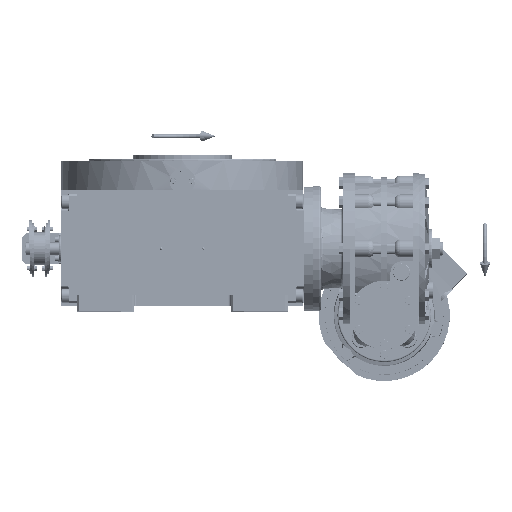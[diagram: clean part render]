
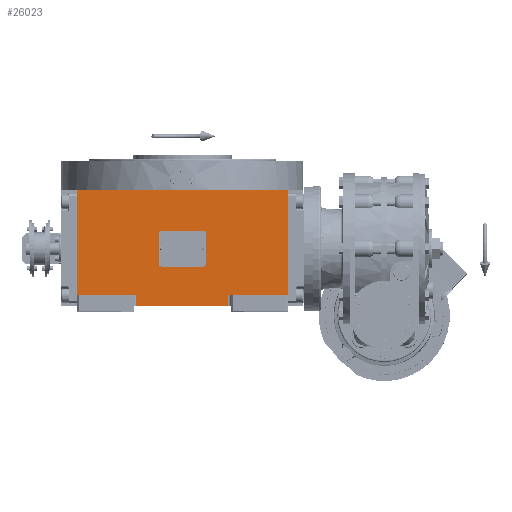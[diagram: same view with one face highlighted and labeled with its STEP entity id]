
A CAD part, top view. The second image highlights one B-rep face of the part: STEP entity #26023.
In plain terms, the highlighted planar face has unit normal (0, 0, 1).
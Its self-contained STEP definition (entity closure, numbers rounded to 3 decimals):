
#6482 = LINE ( 'NONE', #137838, #23160 ) ;
#11814 = VECTOR ( 'NONE', #51918, 1000. ) ;
#13036 = CARTESIAN_POINT ( 'NONE',  ( -135., -59., 226. ) ) ;
#13868 = CARTESIAN_POINT ( 'NONE',  ( 59., -73., 226. ) ) ;
#13888 = LINE ( 'NONE', #90855, #11814 ) ;
#15505 = CARTESIAN_POINT ( 'NONE',  ( 59., -59., 226. ) ) ;
#18449 = CARTESIAN_POINT ( 'NONE',  ( 59., -59., 226. ) ) ;
#18926 = CARTESIAN_POINT ( 'NONE',  ( -135., -59., 226. ) ) ;
#20796 = VERTEX_POINT ( 'NONE', #169216 ) ;
#21490 = PLANE ( 'NONE',  #103674 ) ;
#21575 = EDGE_CURVE ( 'NONE', #25567, #20796, #6482, .T. ) ;
#22337 = DIRECTION ( 'NONE',  ( 0., 0., 1. ) ) ;
#22765 = DIRECTION ( 'NONE',  ( 0., 1., 0. ) ) ;
#23160 = VECTOR ( 'NONE', #138688, 1000. ) ;
#23449 = LINE ( 'NONE', #76154, #50635 ) ;
#24038 = FACE_OUTER_BOUND ( 'NONE', #39711, .T. ) ;
#25567 = VERTEX_POINT ( 'NONE', #136042 ) ;
#26023 = ADVANCED_FACE ( 'NONE', ( #24038 ), #21490, .T. ) ;
#34763 = EDGE_CURVE ( 'NONE', #77417, #67358, #152851, .T. ) ;
#35781 = CARTESIAN_POINT ( 'NONE',  ( -59., -59., 226. ) ) ;
#36619 = CARTESIAN_POINT ( 'NONE',  ( -135., 75., 226. ) ) ;
#37349 = ORIENTED_EDGE ( 'NONE', *, *, #34763, .T. ) ;
#39711 = EDGE_LOOP ( 'NONE', ( #66897, #85167, #60206, #56094, #87041, #155429, #37349, #155957 ) ) ;
#39990 = LINE ( 'NONE', #145391, #168311 ) ;
#50635 = VECTOR ( 'NONE', #144348, 1000. ) ;
#51918 = DIRECTION ( 'NONE',  ( 1., 0., 0. ) ) ;
#56094 = ORIENTED_EDGE ( 'NONE', *, *, #21575, .T. ) ;
#56362 = DIRECTION ( 'NONE',  ( 0., -1., 0. ) ) ;
#58367 = VERTEX_POINT ( 'NONE', #36619 ) ;
#60206 = ORIENTED_EDGE ( 'NONE', *, *, #170745, .T. ) ;
#63344 = LINE ( 'NONE', #115205, #72981 ) ;
#66636 = EDGE_CURVE ( 'NONE', #58367, #20796, #23449, .T. ) ;
#66897 = ORIENTED_EDGE ( 'NONE', *, *, #67827, .T. ) ;
#67358 = VERTEX_POINT ( 'NONE', #35781 ) ;
#67827 = EDGE_CURVE ( 'NONE', #163979, #76418, #13888, .T. ) ;
#68665 = CARTESIAN_POINT ( 'NONE',  ( -59., -73., 226. ) ) ;
#69939 = DIRECTION ( 'NONE',  ( 1., 0., 0. ) ) ;
#72981 = VECTOR ( 'NONE', #22765, 1000. ) ;
#73289 = VERTEX_POINT ( 'NONE', #18449 ) ;
#76154 = CARTESIAN_POINT ( 'NONE',  ( -135., 75., 226. ) ) ;
#76418 = VERTEX_POINT ( 'NONE', #13868 ) ;
#77417 = VERTEX_POINT ( 'NONE', #13036 ) ;
#85167 = ORIENTED_EDGE ( 'NONE', *, *, #130575, .F. ) ;
#87041 = ORIENTED_EDGE ( 'NONE', *, *, #66636, .F. ) ;
#90855 = CARTESIAN_POINT ( 'NONE',  ( -59., -73., 226. ) ) ;
#97594 = DIRECTION ( 'NONE',  ( 1., 0., 0. ) ) ;
#102666 = CARTESIAN_POINT ( 'NONE',  ( -135., -73., 226. ) ) ;
#103674 = AXIS2_PLACEMENT_3D ( 'NONE', #102666, #22337, #127783 ) ;
#109019 = EDGE_CURVE ( 'NONE', #77417, #58367, #63344, .T. ) ;
#112974 = CARTESIAN_POINT ( 'NONE',  ( -59., -73., 226. ) ) ;
#115205 = CARTESIAN_POINT ( 'NONE',  ( -135., -59., 226. ) ) ;
#120049 = VECTOR ( 'NONE', #69939, 1000. ) ;
#127783 = DIRECTION ( 'NONE',  ( 1., 0., 0. ) ) ;
#130575 = EDGE_CURVE ( 'NONE', #73289, #76418, #39990, .T. ) ;
#136042 = CARTESIAN_POINT ( 'NONE',  ( 135., -59., 226. ) ) ;
#137838 = CARTESIAN_POINT ( 'NONE',  ( 135., -59., 226. ) ) ;
#138688 = DIRECTION ( 'NONE',  ( 0., 1., 0. ) ) ;
#140597 = DIRECTION ( 'NONE',  ( 0., 1., 0. ) ) ;
#140907 = EDGE_CURVE ( 'NONE', #163979, #67358, #153567, .T. ) ;
#144348 = DIRECTION ( 'NONE',  ( 1., 0., 0. ) ) ;
#145350 = VECTOR ( 'NONE', #140597, 1000. ) ;
#145391 = CARTESIAN_POINT ( 'NONE',  ( 59., -59., 226. ) ) ;
#146791 = VECTOR ( 'NONE', #97594, 1000. ) ;
#149401 = LINE ( 'NONE', #15505, #120049 ) ;
#152851 = LINE ( 'NONE', #18926, #146791 ) ;
#153567 = LINE ( 'NONE', #112974, #145350 ) ;
#155429 = ORIENTED_EDGE ( 'NONE', *, *, #109019, .F. ) ;
#155957 = ORIENTED_EDGE ( 'NONE', *, *, #140907, .F. ) ;
#163979 = VERTEX_POINT ( 'NONE', #68665 ) ;
#168311 = VECTOR ( 'NONE', #56362, 1000. ) ;
#169216 = CARTESIAN_POINT ( 'NONE',  ( 135., 75., 226. ) ) ;
#170745 = EDGE_CURVE ( 'NONE', #73289, #25567, #149401, .T. ) ;
